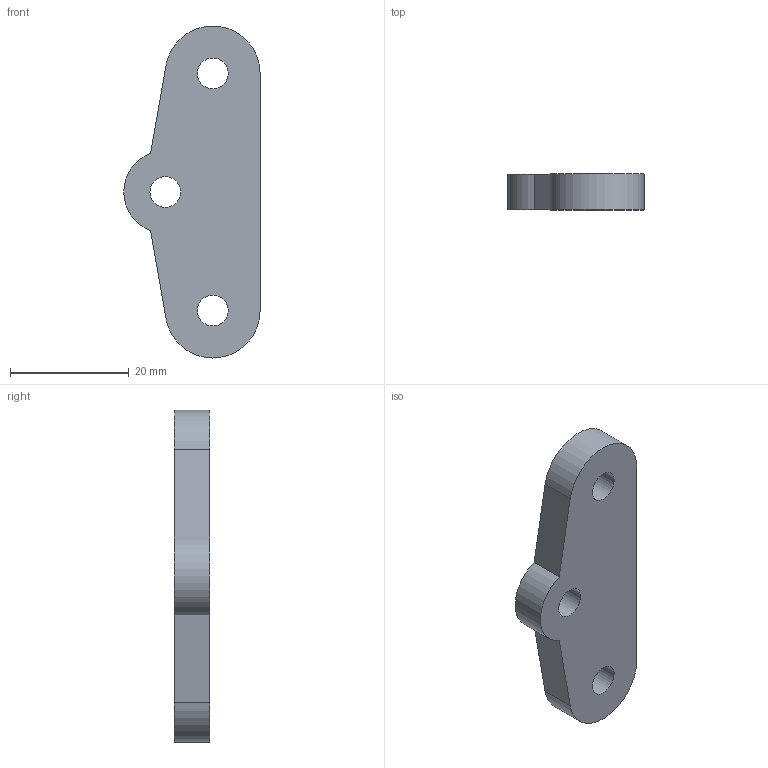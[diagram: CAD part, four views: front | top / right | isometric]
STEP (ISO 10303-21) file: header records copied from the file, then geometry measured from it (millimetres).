
FILE_DESCRIPTION(/* description */ (''),/* implementation_level */ '2;1');
FILE_NAME(/* name */ 'x_idler.step',/* time_stamp */ '2018-12-24T17:24:58-06:00',/* author */ ('***REMOVED***'),/* organization */ (''),/* preprocessor_version */ 'ST-DEVELOPER v17.2',/* originating_system */ 'Autodesk Translation Framework v7.6.0.251',/* authorisation */ '');
FILE_SCHEMA (('AUTOMOTIVE_DESIGN { 1 0 10303 214 3 1 1 }'));
Length unit declared in the file: millimetre
Products named in the file (1): x idler
Bounding box: 23 x 6 x 56 mm (x, y, z)
Volume: 5329 mm3; surface area: 2877.5 mm2
Topology: 1 solids, 1 shells, 11 faces, 27 edges, 18 vertices
Faces by surface type: cylinder 6, plane 5
Full cylindrical faces by diameter (mm): 5.2 x3
Entity records: 378 total; most frequent: DIRECTION 63, CARTESIAN_POINT 57, ORIENTED_EDGE 54, EDGE_CURVE 27, AXIS2_PLACEMENT_3D 24, VERTEX_POINT 18, EDGE_LOOP 17, LINE 15
